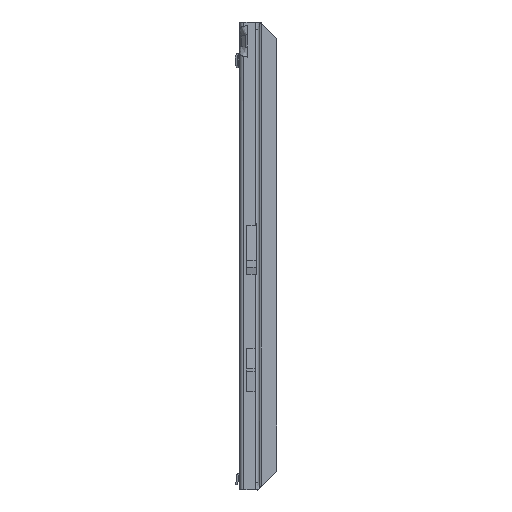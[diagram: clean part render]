
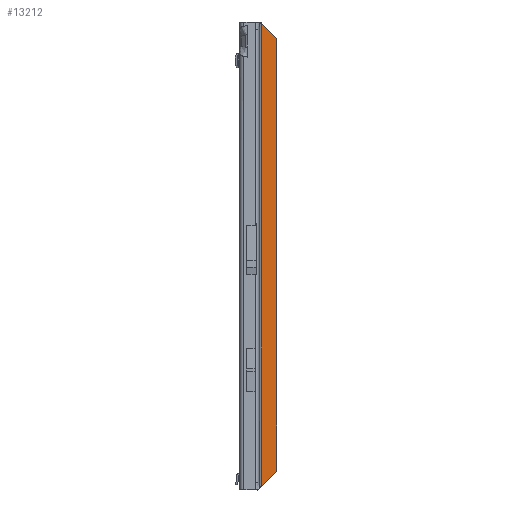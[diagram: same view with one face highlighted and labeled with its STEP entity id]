
A CAD part, front view. The second image highlights one B-rep face of the part: STEP entity #13212.
In plain terms, the highlighted planar face has unit normal (0, -1, 0).
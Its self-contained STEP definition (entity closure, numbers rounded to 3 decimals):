
#177 = CARTESIAN_POINT ( 'NONE',  ( 0.5, 0.9, -1.2 ) ) ;
#512 = CARTESIAN_POINT ( 'NONE',  ( 13.5, 0.9, -398. ) ) ;
#996 = LINE ( 'NONE', #11408, #1045 ) ;
#1045 = VECTOR ( 'NONE', #6897, 1000. ) ;
#2258 = ORIENTED_EDGE ( 'NONE', *, *, #14433, .T. ) ;
#2435 = LINE ( 'NONE', #512, #24221 ) ;
#3164 = ORIENTED_EDGE ( 'NONE', *, *, #7948, .T. ) ;
#4232 = LINE ( 'NONE', #10271, #23661 ) ;
#5878 = CARTESIAN_POINT ( 'NONE',  ( 13.5, 0.9, -383.8 ) ) ;
#6897 = DIRECTION ( 'NONE',  ( 0., 0., -1. ) ) ;
#7088 = DIRECTION ( 'NONE',  ( 0., 0., -1. ) ) ;
#7611 = PLANE ( 'NONE',  #13622 ) ;
#7948 = EDGE_CURVE ( 'NONE', #24986, #24382, #4232, .T. ) ;
#8221 = EDGE_LOOP ( 'NONE', ( #12151, #3164, #9262, #2258 ) ) ;
#9262 = ORIENTED_EDGE ( 'NONE', *, *, #24575, .F. ) ;
#10271 = CARTESIAN_POINT ( 'NONE',  ( 198.65, 0.9, -198.65 ) ) ;
#10763 = CARTESIAN_POINT ( 'NONE',  ( 0.5, 0.9, -396.8 ) ) ;
#11408 = CARTESIAN_POINT ( 'NONE',  ( 0.5, 0.9, 0. ) ) ;
#11728 = FACE_OUTER_BOUND ( 'NONE', #8221, .T. ) ;
#12151 = ORIENTED_EDGE ( 'NONE', *, *, #26783, .T. ) ;
#13212 = ADVANCED_FACE ( 'NONE', ( #11728 ), #7611, .T. ) ;
#13622 = AXIS2_PLACEMENT_3D ( 'NONE', #22035, #26427, #26561 ) ;
#14265 = DIRECTION ( 'NONE',  ( 0.707, 0., 0.707 ) ) ;
#14433 = EDGE_CURVE ( 'NONE', #23844, #21164, #20507, .T. ) ;
#18995 = DIRECTION ( 'NONE',  ( -0.707, 0., 0.707 ) ) ;
#20092 = CARTESIAN_POINT ( 'NONE',  ( 13.5, 0.9, -14.2 ) ) ;
#20507 = LINE ( 'NONE', #22572, #26423 ) ;
#21164 = VERTEX_POINT ( 'NONE', #177 ) ;
#22035 = CARTESIAN_POINT ( 'NONE',  ( 0., 0.9, 0. ) ) ;
#22572 = CARTESIAN_POINT ( 'NONE',  ( -0.35, 0.9, -0.35 ) ) ;
#23661 = VECTOR ( 'NONE', #14265, 1000. ) ;
#23844 = VERTEX_POINT ( 'NONE', #20092 ) ;
#24221 = VECTOR ( 'NONE', #7088, 1000. ) ;
#24382 = VERTEX_POINT ( 'NONE', #5878 ) ;
#24575 = EDGE_CURVE ( 'NONE', #23844, #24382, #2435, .T. ) ;
#24986 = VERTEX_POINT ( 'NONE', #10763 ) ;
#26423 = VECTOR ( 'NONE', #18995, 1000. ) ;
#26427 = DIRECTION ( 'NONE',  ( 0., -1., 0. ) ) ;
#26561 = DIRECTION ( 'NONE',  ( 1., 0., 0. ) ) ;
#26783 = EDGE_CURVE ( 'NONE', #21164, #24986, #996, .T. ) ;
